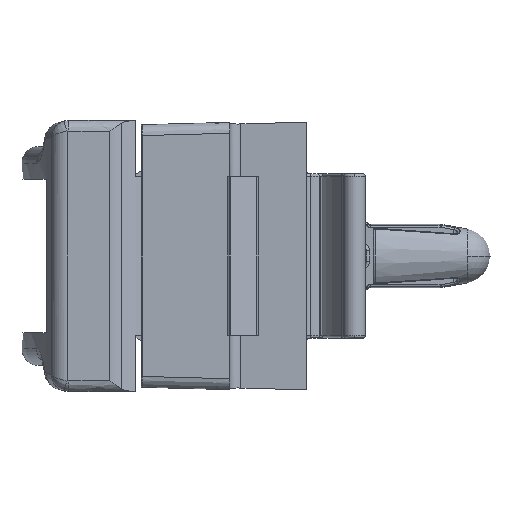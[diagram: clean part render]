
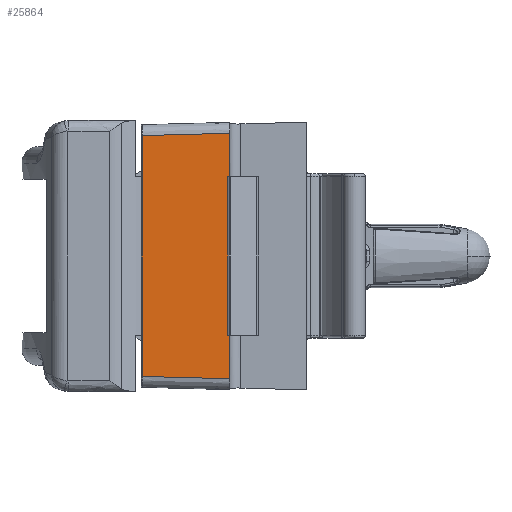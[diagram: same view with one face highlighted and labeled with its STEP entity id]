
A CAD part, left-side view. The second image highlights one B-rep face of the part: STEP entity #25864.
In plain terms, the highlighted planar face has unit normal (-1, 0, 0).
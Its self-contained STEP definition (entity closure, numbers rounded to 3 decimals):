
#3614 = EDGE_LOOP ( 'NONE', ( #5616, #5617, #5618, #5619, #5620, #5621 ) ) ;
#4143 = VERTEX_POINT ( 'NONE', #23359 ) ;
#4148 = VERTEX_POINT ( 'NONE', #23364 ) ;
#4154 = VERTEX_POINT ( 'NONE', #23370 ) ;
#4155 = VERTEX_POINT ( 'NONE', #23371 ) ;
#4156 = VERTEX_POINT ( 'NONE', #23372 ) ;
#4157 = VERTEX_POINT ( 'NONE', #23373 ) ;
#5479 = EDGE_CURVE ( 'NONE', #4148, #4143, #25427, .T. ) ;
#5480 = EDGE_CURVE ( 'NONE', #4148, #4154, #22780, .T. ) ;
#5481 = EDGE_CURVE ( 'NONE', #4154, #4155, #25416, .T. ) ;
#5482 = EDGE_CURVE ( 'NONE', #4155, #4156, #25429, .T. ) ;
#5483 = EDGE_CURVE ( 'NONE', #4156, #4157, #25433, .T. ) ;
#5484 = EDGE_CURVE ( 'NONE', #4157, #4143, #22781, .T. ) ;
#5616 = ORIENTED_EDGE ( 'NONE', *, *, #5479, .F. ) ;
#5617 = ORIENTED_EDGE ( 'NONE', *, *, #5480, .T. ) ;
#5618 = ORIENTED_EDGE ( 'NONE', *, *, #5481, .T. ) ;
#5619 = ORIENTED_EDGE ( 'NONE', *, *, #5482, .T. ) ;
#5620 = ORIENTED_EDGE ( 'NONE', *, *, #5483, .T. ) ;
#5621 = ORIENTED_EDGE ( 'NONE', *, *, #5484, .T. ) ;
#17634 = CARTESIAN_POINT ( 'NONE',  ( -20., 33.285, 10. ) ) ;
#17638 = PLANE ( 'NONE',  #18820 ) ;
#17640 = DIRECTION ( 'NONE',  ( -1., 0., 0. ) ) ;
#17641 = DIRECTION ( 'NONE',  ( 0., -1., 0. ) ) ;
#18500 = FACE_OUTER_BOUND ( 'NONE', #3614, .T. ) ;
#18820 = AXIS2_PLACEMENT_3D ( 'NONE', #17634, #17640, #17641 ) ;
#22780 = B_SPLINE_CURVE_WITH_KNOTS ( 'NONE', 3,
 ( #26111, #26109, #26149, #26151, #26152, #26154, #26156, #26158, #26159, #26161 ),
 .UNSPECIFIED., .F., .F.,
 ( 4, 3, 3, 4 ),
 ( 0.007, 0.01, 0.013, 0.015 ),
 .UNSPECIFIED. ) ;
#22781 = B_SPLINE_CURVE_WITH_KNOTS ( 'NONE', 3,
 ( #26144, #26147, #26179, #26180, #26181, #26182, #26183 ),
 .UNSPECIFIED., .F., .F.,
 ( 4, 3, 4 ),
 ( 0., 0.002, 0.008 ),
 .UNSPECIFIED. ) ;
#23359 = CARTESIAN_POINT ( 'NONE',  ( -20., 5., -11.224 ) ) ;
#23364 = CARTESIAN_POINT ( 'NONE',  ( -20., 5., 11.224 ) ) ;
#23370 = CARTESIAN_POINT ( 'NONE',  ( -20., 13.017, 11.014 ) ) ;
#23371 = CARTESIAN_POINT ( 'NONE',  ( -20., 13.017, 10. ) ) ;
#23372 = CARTESIAN_POINT ( 'NONE',  ( -20., 13.017, -10. ) ) ;
#23373 = CARTESIAN_POINT ( 'NONE',  ( -20., 13.017, -11.014 ) ) ;
#25416 = LINE ( 'NONE', #26145, #25432 ) ;
#25427 = LINE ( 'NONE', #26139, #25430 ) ;
#25429 = LINE ( 'NONE', #26166, #25434 ) ;
#25430 = VECTOR ( 'NONE', #26142, 1000. ) ;
#25432 = VECTOR ( 'NONE', #26163, 1000. ) ;
#25433 = LINE ( 'NONE', #26170, #25436 ) ;
#25434 = VECTOR ( 'NONE', #26169, 1000. ) ;
#25436 = VECTOR ( 'NONE', #26173, 1000. ) ;
#25864 = ADVANCED_FACE ( 'NONE', ( #18500 ), #17638, .T. ) ;
#26109 = CARTESIAN_POINT ( 'NONE',  ( -20., 5.999, 11.198 ) ) ;
#26111 = CARTESIAN_POINT ( 'NONE',  ( -20., 5., 11.224 ) ) ;
#26139 = CARTESIAN_POINT ( 'NONE',  ( -20., 5., -7.287 ) ) ;
#26142 = DIRECTION ( 'NONE',  ( 0., 0., -1. ) ) ;
#26144 = CARTESIAN_POINT ( 'NONE',  ( -20., 13.017, -11.014 ) ) ;
#26145 = CARTESIAN_POINT ( 'NONE',  ( -20., 13.017, 10. ) ) ;
#26147 = CARTESIAN_POINT ( 'NONE',  ( -20., 12.384, -11.03 ) ) ;
#26149 = CARTESIAN_POINT ( 'NONE',  ( -20., 6.998, 11.172 ) ) ;
#26151 = CARTESIAN_POINT ( 'NONE',  ( -20., 7.997, 11.146 ) ) ;
#26152 = CARTESIAN_POINT ( 'NONE',  ( -20., 9.048, 11.118 ) ) ;
#26154 = CARTESIAN_POINT ( 'NONE',  ( -20., 10.1, 11.09 ) ) ;
#26156 = CARTESIAN_POINT ( 'NONE',  ( -20., 11.152, 11.063 ) ) ;
#26158 = CARTESIAN_POINT ( 'NONE',  ( -20., 11.773, 11.046 ) ) ;
#26159 = CARTESIAN_POINT ( 'NONE',  ( -20., 12.395, 11.03 ) ) ;
#26161 = CARTESIAN_POINT ( 'NONE',  ( -20., 13.017, 11.014 ) ) ;
#26163 = DIRECTION ( 'NONE',  ( 0., 0., -1. ) ) ;
#26166 = CARTESIAN_POINT ( 'NONE',  ( -20., 13.017, 10. ) ) ;
#26169 = DIRECTION ( 'NONE',  ( 0., 0., -1. ) ) ;
#26170 = CARTESIAN_POINT ( 'NONE',  ( -20., 13.017, 10. ) ) ;
#26173 = DIRECTION ( 'NONE',  ( 0., 0., -1. ) ) ;
#26179 = CARTESIAN_POINT ( 'NONE',  ( -20., 11.75, -11.047 ) ) ;
#26180 = CARTESIAN_POINT ( 'NONE',  ( -20., 11.117, -11.064 ) ) ;
#26181 = CARTESIAN_POINT ( 'NONE',  ( -20., 9.078, -11.117 ) ) ;
#26182 = CARTESIAN_POINT ( 'NONE',  ( -20., 7.039, -11.171 ) ) ;
#26183 = CARTESIAN_POINT ( 'NONE',  ( -20., 5., -11.224 ) ) ;
